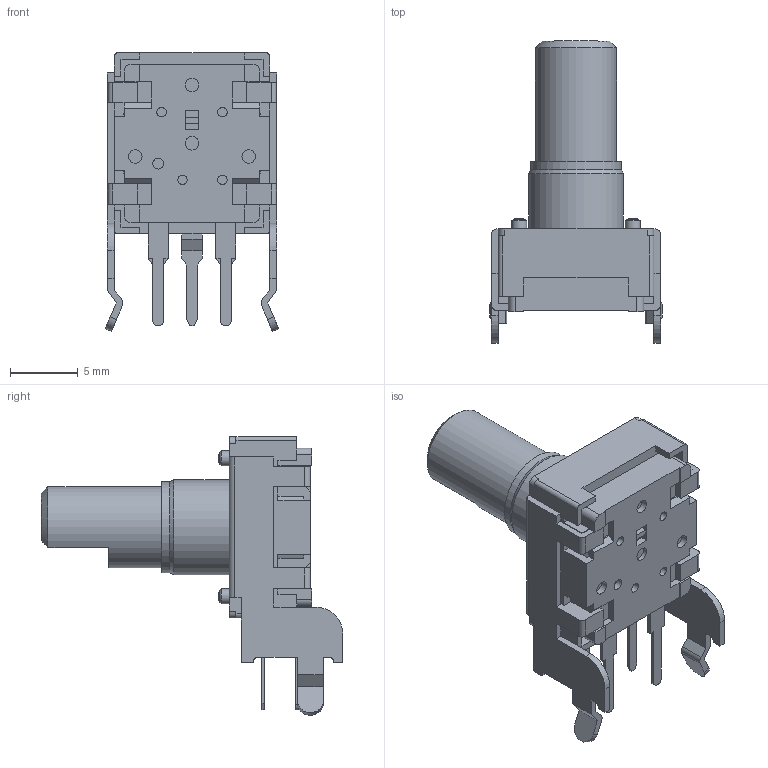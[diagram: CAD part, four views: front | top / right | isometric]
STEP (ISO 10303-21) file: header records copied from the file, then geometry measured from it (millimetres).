
FILE_DESCRIPTION(/* description */ (''),/* implementation_level */ '2;1');
FILE_NAME(/* name */ 'pec12r-2x20f-sxxxx v1.step',/* time_stamp */ '2023-12-29T19:38:32Z',/* author */ (''),/* organization */ (''),/* preprocessor_version */ 'ST-DEVELOPER v20',/* originating_system */ 'Autodesk Translation Framework v12.14.0.127',/* authorisation */ '');
FILE_SCHEMA (('AUTOMOTIVE_DESIGN { 1 0 10303 214 3 1 1 }'));
Length unit declared in the file: millimetre
Products named in the file (1): pec12r-2x17f-sxxxx
Bounding box: 12.82 x 22.3 x 20.6 mm (x, y, z)
Volume: 1353.2 mm3; surface area: 1372.2 mm2
Topology: 2 solids, 15 shells, 466 faces, 1193 edges, 776 vertices
Faces by surface type: plane 366, cylinder 82, cone 18
Full cylindrical faces by diameter (mm): 0.7 x4, 0.8 x11, 1 x4, 1.1 x4, 1.2 x2, 6 x1, 6.7 x1, 7 x1
Entity records: 13976 total; most frequent: CARTESIAN_POINT 2442, ORIENTED_EDGE 2386, DIRECTION 2332, EDGE_CURVE 1193, LINE 984, VECTOR 984, VERTEX_POINT 776, AXIS2_PLACEMENT_3D 674
